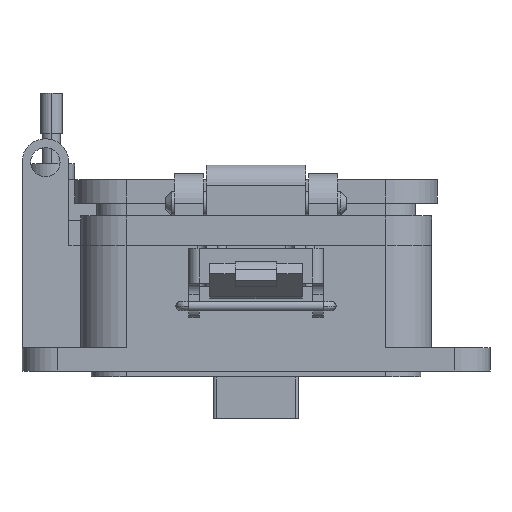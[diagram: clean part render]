
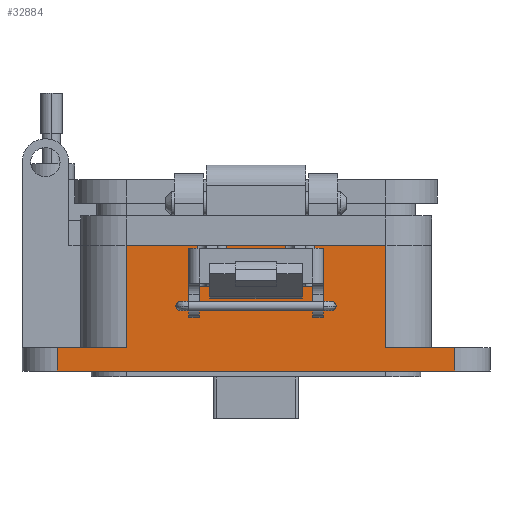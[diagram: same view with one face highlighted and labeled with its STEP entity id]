
A CAD part, front view. The second image highlights one B-rep face of the part: STEP entity #32884.
In plain terms, the highlighted planar face has unit normal (0, -1, 0).
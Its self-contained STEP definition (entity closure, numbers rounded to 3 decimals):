
#75 = DIRECTION ( 'NONE',  ( 0., 0., 1. ) ) ;
#464 = EDGE_CURVE ( 'NONE', #5686, #31351, #1206, .T. ) ;
#1206 = LINE ( 'NONE', #34452, #39001 ) ;
#1250 = CARTESIAN_POINT ( 'NONE',  ( 10.071, -15.056, -39.279 ) ) ;
#1300 = DIRECTION ( 'NONE',  ( 0., 0., -1. ) ) ;
#1503 = LINE ( 'NONE', #8964, #8926 ) ;
#1693 = VERTEX_POINT ( 'NONE', #9522 ) ;
#1915 = CARTESIAN_POINT ( 'NONE',  ( 10.071, -15.056, -39.279 ) ) ;
#2024 = ORIENTED_EDGE ( 'NONE', *, *, #464, .T. ) ;
#2071 = PLANE ( 'NONE',  #27981 ) ;
#2104 = CARTESIAN_POINT ( 'NONE',  ( -5.036, -15.056, -21.654 ) ) ;
#2472 = EDGE_CURVE ( 'NONE', #28695, #27577, #23784, .T. ) ;
#3562 = ORIENTED_EDGE ( 'NONE', *, *, #18021, .T. ) ;
#3662 = ORIENTED_EDGE ( 'NONE', *, *, #7641, .T. ) ;
#4262 = VECTOR ( 'NONE', #12404, 1000. ) ;
#5686 = VERTEX_POINT ( 'NONE', #38492 ) ;
#6300 = EDGE_CURVE ( 'NONE', #13765, #38450, #20422, .T. ) ;
#7049 = VERTEX_POINT ( 'NONE', #10903 ) ;
#7629 = DIRECTION ( 'NONE',  ( -1., 0., 0. ) ) ;
#7641 = EDGE_CURVE ( 'NONE', #27577, #30443, #32305, .T. ) ;
#7811 = VERTEX_POINT ( 'NONE', #27901 ) ;
#8126 = DIRECTION ( 'NONE',  ( 0., 0., 1. ) ) ;
#8135 = LINE ( 'NONE', #30031, #27569 ) ;
#8644 = ORIENTED_EDGE ( 'NONE', *, *, #2472, .T. ) ;
#8770 = LINE ( 'NONE', #10477, #36855 ) ;
#8926 = VECTOR ( 'NONE', #31044, 1000. ) ;
#8927 = CARTESIAN_POINT ( 'NONE',  ( -22.358, -15.056, -21.654 ) ) ;
#8964 = CARTESIAN_POINT ( 'NONE',  ( 10.071, -15.056, -21.654 ) ) ;
#8979 = ORIENTED_EDGE ( 'NONE', *, *, #33578, .T. ) ;
#9121 = ORIENTED_EDGE ( 'NONE', *, *, #12222, .T. ) ;
#9423 = DIRECTION ( 'NONE',  ( 0., 0., -1. ) ) ;
#9522 = CARTESIAN_POINT ( 'NONE',  ( 5.036, -15.056, -21.654 ) ) ;
#9634 = CARTESIAN_POINT ( 'NONE',  ( 22.358, -15.056, -21.654 ) ) ;
#9836 = DIRECTION ( 'NONE',  ( 0., 0., -1. ) ) ;
#10199 = VECTOR ( 'NONE', #1300, 1000. ) ;
#10319 = ORIENTED_EDGE ( 'NONE', *, *, #45312, .T. ) ;
#10359 = CARTESIAN_POINT ( 'NONE',  ( 0., -15.056, -43.307 ) ) ;
#10445 = VERTEX_POINT ( 'NONE', #9634 ) ;
#10477 = CARTESIAN_POINT ( 'NONE',  ( 5.036, -15.056, -21.654 ) ) ;
#10733 = VERTEX_POINT ( 'NONE', #15326 ) ;
#10903 = CARTESIAN_POINT ( 'NONE',  ( -34.243, -15.056, -43.307 ) ) ;
#11113 = ORIENTED_EDGE ( 'NONE', *, *, #6300, .T. ) ;
#11627 = CARTESIAN_POINT ( 'NONE',  ( -34.243, -15.056, -39.279 ) ) ;
#12222 = EDGE_CURVE ( 'NONE', #19735, #1693, #8770, .T. ) ;
#12404 = DIRECTION ( 'NONE',  ( -1., 0., 0. ) ) ;
#13765 = VERTEX_POINT ( 'NONE', #25809 ) ;
#14043 = DIRECTION ( 'NONE',  ( 1., 0., 0. ) ) ;
#14200 = ORIENTED_EDGE ( 'NONE', *, *, #20368, .T. ) ;
#14499 = LINE ( 'NONE', #25832, #42622 ) ;
#14569 = ORIENTED_EDGE ( 'NONE', *, *, #21801, .T. ) ;
#14976 = LINE ( 'NONE', #37343, #34487 ) ;
#15326 = CARTESIAN_POINT ( 'NONE',  ( -10.071, -15.056, -28.704 ) ) ;
#15626 = EDGE_CURVE ( 'NONE', #13765, #19204, #33118, .T. ) ;
#15665 = DIRECTION ( 'NONE',  ( -1., 0., 0. ) ) ;
#16211 = DIRECTION ( 'NONE',  ( -1., 0., 0. ) ) ;
#16417 = CARTESIAN_POINT ( 'NONE',  ( -5.036, -15.056, -21.654 ) ) ;
#16470 = LINE ( 'NONE', #40270, #25055 ) ;
#16473 = VERTEX_POINT ( 'NONE', #18823 ) ;
#16745 = CARTESIAN_POINT ( 'NONE',  ( 10.071, -15.056, -21.654 ) ) ;
#18021 = EDGE_CURVE ( 'NONE', #7049, #19204, #36973, .T. ) ;
#18823 = CARTESIAN_POINT ( 'NONE',  ( -10.071, -15.056, -21.654 ) ) ;
#19024 = LINE ( 'NONE', #34352, #27645 ) ;
#19204 = VERTEX_POINT ( 'NONE', #40675 ) ;
#19257 = ORIENTED_EDGE ( 'NONE', *, *, #36219, .T. ) ;
#19367 = ORIENTED_EDGE ( 'NONE', *, *, #29208, .T. ) ;
#19726 = DIRECTION ( 'NONE',  ( 0., 0., -1. ) ) ;
#19735 = VERTEX_POINT ( 'NONE', #22271 ) ;
#20368 = EDGE_CURVE ( 'NONE', #30443, #7049, #19024, .T. ) ;
#20381 = DIRECTION ( 'NONE',  ( 1., 0., 0. ) ) ;
#20422 = LINE ( 'NONE', #1915, #47460 ) ;
#21015 = VECTOR ( 'NONE', #9836, 1000. ) ;
#21801 = EDGE_CURVE ( 'NONE', #10733, #16473, #8135, .T. ) ;
#22271 = CARTESIAN_POINT ( 'NONE',  ( 5.036, -15.056, -28.704 ) ) ;
#23275 = DIRECTION ( 'NONE',  ( 0., 0., -1. ) ) ;
#23622 = VECTOR ( 'NONE', #16211, 1000. ) ;
#23784 = LINE ( 'NONE', #8927, #43319 ) ;
#24443 = VERTEX_POINT ( 'NONE', #2104 ) ;
#24477 = CARTESIAN_POINT ( 'NONE',  ( -22.358, -15.056, -39.279 ) ) ;
#24973 = CARTESIAN_POINT ( 'NONE',  ( -22.358, -15.056, -21.654 ) ) ;
#25055 = VECTOR ( 'NONE', #75, 1000. ) ;
#25809 = CARTESIAN_POINT ( 'NONE',  ( 34.243, -15.056, -39.279 ) ) ;
#25832 = CARTESIAN_POINT ( 'NONE',  ( 10.071, -15.056, -28.704 ) ) ;
#26564 = CARTESIAN_POINT ( 'NONE',  ( 10.071, -15.056, -28.704 ) ) ;
#26592 = CARTESIAN_POINT ( 'NONE',  ( 22.358, -15.056, -39.279 ) ) ;
#27261 = CARTESIAN_POINT ( 'NONE',  ( 10.071, -15.056, -21.654 ) ) ;
#27569 = VECTOR ( 'NONE', #8126, 1000. ) ;
#27577 = VERTEX_POINT ( 'NONE', #24477 ) ;
#27645 = VECTOR ( 'NONE', #19726, 1000. ) ;
#27901 = CARTESIAN_POINT ( 'NONE',  ( -5.036, -15.056, -28.704 ) ) ;
#27981 = AXIS2_PLACEMENT_3D ( 'NONE', #16745, #42416, #20381 ) ;
#28695 = VERTEX_POINT ( 'NONE', #24973 ) ;
#29208 = EDGE_CURVE ( 'NONE', #10445, #5686, #14976, .T. ) ;
#29307 = VECTOR ( 'NONE', #15665, 1000. ) ;
#29752 = ORIENTED_EDGE ( 'NONE', *, *, #38940, .T. ) ;
#30031 = CARTESIAN_POINT ( 'NONE',  ( -10.071, -15.056, -21.654 ) ) ;
#30443 = VERTEX_POINT ( 'NONE', #11627 ) ;
#30485 = LINE ( 'NONE', #26564, #29307 ) ;
#31044 = DIRECTION ( 'NONE',  ( -1., 0., 0. ) ) ;
#31126 = FACE_OUTER_BOUND ( 'NONE', #46256, .T. ) ;
#31351 = VERTEX_POINT ( 'NONE', #39134 ) ;
#32305 = LINE ( 'NONE', #1250, #4262 ) ;
#32368 = ORIENTED_EDGE ( 'NONE', *, *, #38713, .T. ) ;
#32884 = ADVANCED_FACE ( 'NONE', ( #31126 ), #2071, .T. ) ;
#33118 = LINE ( 'NONE', #46567, #21015 ) ;
#33578 = EDGE_CURVE ( 'NONE', #38450, #10445, #16470, .T. ) ;
#34352 = CARTESIAN_POINT ( 'NONE',  ( -34.243, -15.056, -21.654 ) ) ;
#34452 = CARTESIAN_POINT ( 'NONE',  ( 10.071, -15.056, -21.654 ) ) ;
#34487 = VECTOR ( 'NONE', #41009, 1000. ) ;
#36127 = DIRECTION ( 'NONE',  ( 0., 0., 1. ) ) ;
#36219 = EDGE_CURVE ( 'NONE', #31351, #19735, #30485, .T. ) ;
#36855 = VECTOR ( 'NONE', #36127, 1000. ) ;
#36973 = LINE ( 'NONE', #10359, #45568 ) ;
#37343 = CARTESIAN_POINT ( 'NONE',  ( 10.071, -15.056, -21.654 ) ) ;
#38450 = VERTEX_POINT ( 'NONE', #26592 ) ;
#38492 = CARTESIAN_POINT ( 'NONE',  ( 10.071, -15.056, -21.654 ) ) ;
#38713 = EDGE_CURVE ( 'NONE', #7811, #10733, #14499, .T. ) ;
#38940 = EDGE_CURVE ( 'NONE', #1693, #24443, #44302, .T. ) ;
#39001 = VECTOR ( 'NONE', #9423, 1000. ) ;
#39134 = CARTESIAN_POINT ( 'NONE',  ( 10.071, -15.056, -28.704 ) ) ;
#40270 = CARTESIAN_POINT ( 'NONE',  ( 22.358, -15.056, -21.654 ) ) ;
#40675 = CARTESIAN_POINT ( 'NONE',  ( 34.243, -15.056, -43.307 ) ) ;
#41009 = DIRECTION ( 'NONE',  ( -1., 0., 0. ) ) ;
#42247 = DIRECTION ( 'NONE',  ( -1., 0., 0. ) ) ;
#42416 = DIRECTION ( 'NONE',  ( 0., -1., 0. ) ) ;
#42622 = VECTOR ( 'NONE', #7629, 1000. ) ;
#43319 = VECTOR ( 'NONE', #23275, 1000. ) ;
#43428 = LINE ( 'NONE', #16417, #10199 ) ;
#44302 = LINE ( 'NONE', #27261, #23622 ) ;
#45312 = EDGE_CURVE ( 'NONE', #24443, #7811, #43428, .T. ) ;
#45484 = ORIENTED_EDGE ( 'NONE', *, *, #46286, .T. ) ;
#45568 = VECTOR ( 'NONE', #14043, 1000. ) ;
#46256 = EDGE_LOOP ( 'NONE', ( #19367, #2024, #19257, #9121, #29752, #10319, #32368, #14569, #45484, #8644, #3662, #14200, #3562, #46961, #11113, #8979 ) ) ;
#46286 = EDGE_CURVE ( 'NONE', #16473, #28695, #1503, .T. ) ;
#46567 = CARTESIAN_POINT ( 'NONE',  ( 34.243, -15.056, -43.307 ) ) ;
#46961 = ORIENTED_EDGE ( 'NONE', *, *, #15626, .F. ) ;
#47460 = VECTOR ( 'NONE', #42247, 1000. ) ;
